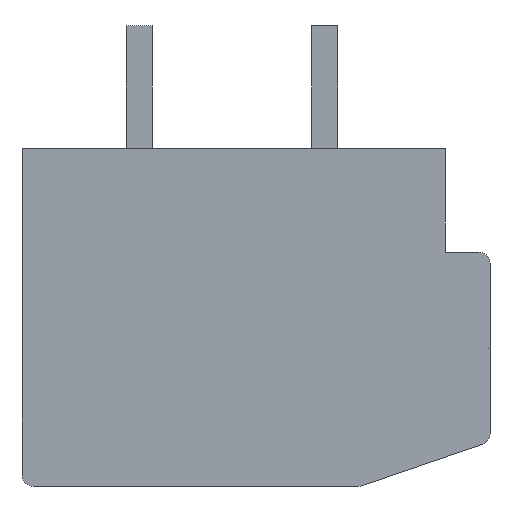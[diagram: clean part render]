
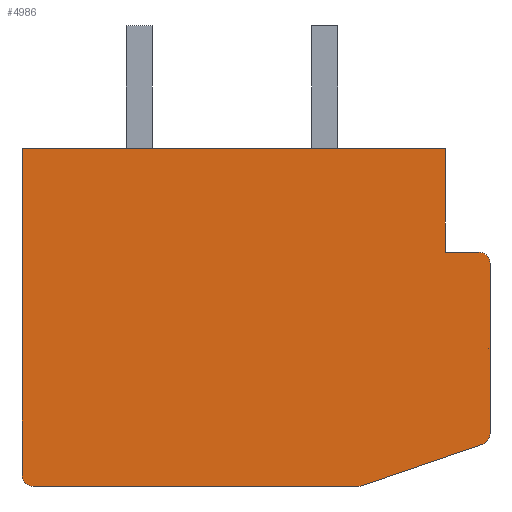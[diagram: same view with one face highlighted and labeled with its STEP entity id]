
A CAD part, front view. The second image highlights one B-rep face of the part: STEP entity #4986.
In plain terms, the highlighted planar face has unit normal (0, -1, 0).
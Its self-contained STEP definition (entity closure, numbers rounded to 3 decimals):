
#1=CARTESIAN_POINT('',(6.,-53.68,-3.136));
#2=DIRECTION('',(0.,-1.,0.));
#3=DIRECTION('',(0.324,0.,-0.946));
#4=AXIS2_PLACEMENT_3D('',#1,#2,#3);
#6=DIRECTION('',(-0.946,0.,-0.324));
#7=VECTOR('',#6,3.486);
#8=CARTESIAN_POINT('',(6.097,-53.68,-3.419));
#9=LINE('',#8,#7);
#10=DIRECTION('',(-1.,0.,0.));
#11=VECTOR('',#10,8.8);
#12=CARTESIAN_POINT('',(2.8,-53.68,-4.55));
#13=LINE('',#12,#11);
#14=CARTESIAN_POINT('',(-6.,-53.68,-4.25));
#15=DIRECTION('',(0.,-1.,0.));
#16=DIRECTION('',(-1.,0.,0.));
#17=AXIS2_PLACEMENT_3D('',#14,#15,#16);
#19=DIRECTION('',(0.,0.,1.));
#20=VECTOR('',#19,8.8);
#21=CARTESIAN_POINT('',(-6.3,-53.68,-4.25));
#22=LINE('',#21,#20);
#23=DIRECTION('',(1.,0.,0.));
#24=VECTOR('',#23,11.4);
#25=CARTESIAN_POINT('',(-6.3,-53.68,4.55));
#26=LINE('',#25,#24);
#27=DIRECTION('',(0.,0.,-1.));
#28=VECTOR('',#27,2.8);
#29=CARTESIAN_POINT('',(5.1,-53.68,4.55));
#30=LINE('',#29,#28);
#31=DIRECTION('',(1.,0.,0.));
#32=VECTOR('',#31,0.9);
#33=CARTESIAN_POINT('',(5.1,-53.68,1.75));
#34=LINE('',#33,#32);
#35=CARTESIAN_POINT('',(6.,-53.68,1.45));
#36=DIRECTION('',(0.,-1.,0.));
#37=DIRECTION('',(1.,0.,0.));
#38=AXIS2_PLACEMENT_3D('',#35,#36,#37);
#40=DIRECTION('',(0.,0.,-1.));
#41=VECTOR('',#40,4.586);
#42=CARTESIAN_POINT('',(6.3,-53.68,1.45));
#43=LINE('',#42,#41);
#3831=CARTESIAN_POINT('',(-6.3,-53.68,4.55));
#3832=CARTESIAN_POINT('',(5.1,-53.68,4.55));
#3833=VERTEX_POINT('',#3831);
#3834=VERTEX_POINT('',#3832);
#3835=CARTESIAN_POINT('',(5.1,-53.68,1.75));
#3836=VERTEX_POINT('',#3835);
#3837=CARTESIAN_POINT('',(6.097,-53.68,-3.419));
#3838=CARTESIAN_POINT('',(6.3,-53.68,-3.136));
#3839=VERTEX_POINT('',#3837);
#3840=VERTEX_POINT('',#3838);
#3841=CARTESIAN_POINT('',(6.3,-53.68,1.45));
#3842=CARTESIAN_POINT('',(6.,-53.68,1.75));
#3843=VERTEX_POINT('',#3841);
#3844=VERTEX_POINT('',#3842);
#3845=CARTESIAN_POINT('',(-6.3,-53.68,-4.25));
#3846=CARTESIAN_POINT('',(-6.,-53.68,-4.55));
#3847=VERTEX_POINT('',#3845);
#3848=VERTEX_POINT('',#3846);
#3849=CARTESIAN_POINT('',(2.8,-53.68,-4.55));
#3850=VERTEX_POINT('',#3849);
#4959=CARTESIAN_POINT('',(0.,-53.68,0.));
#4960=DIRECTION('',(0.,1.,0.));
#4961=DIRECTION('',(1.,0.,0.));
#4962=AXIS2_PLACEMENT_3D('',#4959,#4960,#4961);
#4963=PLANE('',#4962);
#4965=ORIENTED_EDGE('',*,*,#4964,.F.);
#4967=ORIENTED_EDGE('',*,*,#4966,.T.);
#4969=ORIENTED_EDGE('',*,*,#4968,.T.);
#4971=ORIENTED_EDGE('',*,*,#4970,.F.);
#4973=ORIENTED_EDGE('',*,*,#4972,.T.);
#4975=ORIENTED_EDGE('',*,*,#4974,.T.);
#4977=ORIENTED_EDGE('',*,*,#4976,.T.);
#4979=ORIENTED_EDGE('',*,*,#4978,.T.);
#4981=ORIENTED_EDGE('',*,*,#4980,.F.);
#4983=ORIENTED_EDGE('',*,*,#4982,.T.);
#4984=EDGE_LOOP('',(#4965,#4967,#4969,#4971,#4973,#4975,#4977,#4979,#4981,
#4983));
#4985=FACE_OUTER_BOUND('',#4984,.F.);
#4986=ADVANCED_FACE('',(#4985),#4963,.F.);
#5=CIRCLE('',#4,0.3);
#18=CIRCLE('',#17,0.3);
#39=CIRCLE('',#38,0.3);
#4964=EDGE_CURVE('',#3839,#3840,#5,.T.);
#4966=EDGE_CURVE('',#3839,#3850,#9,.T.);
#4968=EDGE_CURVE('',#3850,#3848,#13,.T.);
#4970=EDGE_CURVE('',#3847,#3848,#18,.T.);
#4972=EDGE_CURVE('',#3847,#3833,#22,.T.);
#4974=EDGE_CURVE('',#3833,#3834,#26,.T.);
#4976=EDGE_CURVE('',#3834,#3836,#30,.T.);
#4978=EDGE_CURVE('',#3836,#3844,#34,.T.);
#4980=EDGE_CURVE('',#3843,#3844,#39,.T.);
#4982=EDGE_CURVE('',#3843,#3840,#43,.T.);
